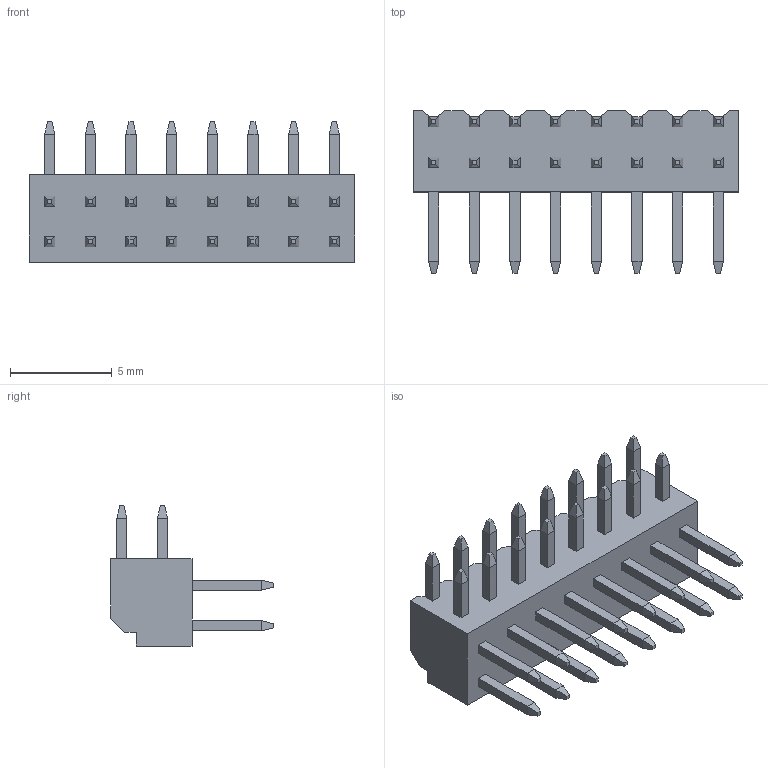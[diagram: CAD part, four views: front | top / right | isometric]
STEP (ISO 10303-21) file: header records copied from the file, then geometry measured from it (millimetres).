
FILE_DESCRIPTION((''),'2;1');
FILE_NAME('877601616','2017-06-09T',('ghp'),(''),'PRO/ENGINEER BY PARAMETRIC TECHNOLOGY CORPORATION, 2012310','PRO/ENGINEER BY PARAMETRIC TECHNOLOGY CORPORATION, 2012310','');
FILE_SCHEMA(('CONFIG_CONTROL_DESIGN'));
Length unit declared in the file: millimetre
Products named in the file (1): 877601616
Bounding box: 16 x 8 x 6.9 mm (x, y, z)
Volume: 276.1 mm3; surface area: 490.2 mm2
Topology: 1 solids, 1 shells, 361 faces, 893 edges, 558 vertices
Faces by surface type: plane 353, cylinder 8
Entity records: 10326 total; most frequent: CARTESIAN_POINT 1781, ORIENTED_EDGE 1722, DIRECTION 1665, EDGE_CURVE 861, VECTOR 845, LINE 845, VERTEX_POINT 526, AXIS2_PLACEMENT_3D 410
